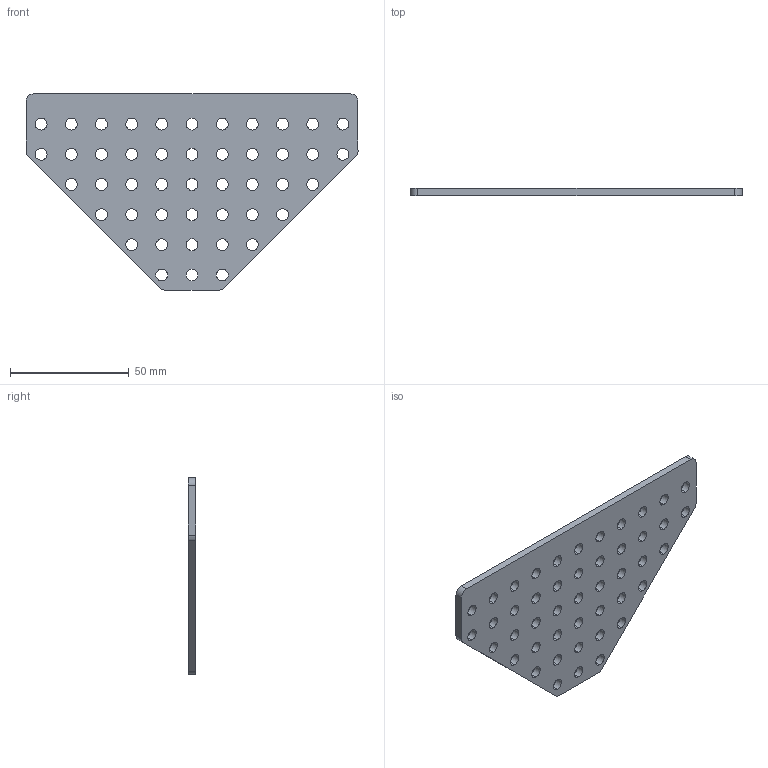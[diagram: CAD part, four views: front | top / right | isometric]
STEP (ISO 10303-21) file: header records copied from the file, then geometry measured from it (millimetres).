
FILE_DESCRIPTION (( 'STEP AP203' ), '1' );
FILE_NAME ('am-5448 0.5IN Thick Tee Gusset.STEP', '2024-11-13T20:17:07', ( '' ), ( '' ), 'SwSTEP 2.0', 'SolidWorks 2024', '' );
FILE_SCHEMA (( 'CONFIG_CONTROL_DESIGN' ));
Length unit declared in the file: inch
Products named in the file (1): am-5448 0.5IN Thick Tee Gusset
Bounding box: 139.7 x 3.17 x 82.55 mm (x, y, z)
Volume: 23385.5 mm3; surface area: 18203.5 mm2
Topology: 1 solids, 1 shells, 106 faces, 312 edges, 208 vertices
Faces by surface type: cylinder 98, plane 8
Entity records: 3915 total; most frequent: DIRECTION 722, CARTESIAN_POINT 627, ORIENTED_EDGE 624, EDGE_CURVE 312, AXIS2_PLACEMENT_3D 303, VERTEX_POINT 208, EDGE_LOOP 198, CIRCLE 196
